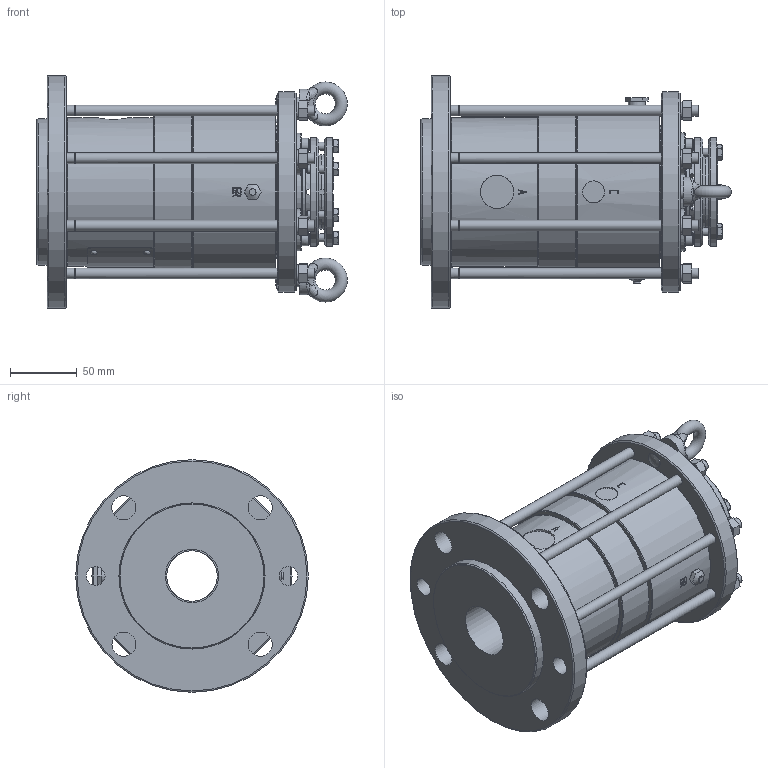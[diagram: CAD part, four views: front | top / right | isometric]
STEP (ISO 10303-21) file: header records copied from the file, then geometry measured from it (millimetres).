
FILE_DESCRIPTION(/* description */ ('Unknown'),/* implementation_level */ '2;1');
FILE_NAME(/* name */ '40mm',/* time_stamp */ '2023-04-13T12:40:33+01:00',/* author */ ('Unknown'),/* organization */ ('Unknown'),/* preprocessor_version */ 'ST-DEVELOPER v18.102',/* originating_system */ 'Solid Edge',/* authorisation */ 'Unknown');
FILE_SCHEMA (('AUTOMOTIVE_DESIGN {1 0 10303 214 3 1 1}'));
Length unit declared in the file: millimetre
Products named in the file (1): 40mm 2
Bounding box: 233.35 x 174.75 x 174.75 mm (x, y, z)
Volume: 2295356.7 mm3; surface area: 253010.8 mm2
Topology: 1 solids, 1 shells, 785 faces, 1947 edges, 1240 vertices
Faces by surface type: plane 321, cone 205, cylinder 174, torus 43, bspline 40, sphere 2
Full cylindrical faces by diameter (mm): 2.5 x4, 3.175 x2, 4.753 x6, 4.773 x6, 4.94 x1, 6 x12, 8 x32, 9.728 x1, 10 x6, 12 x2, 12.5 x1, 14 x2, 16.002 x1, 16.5 x1, 18 x4, 22 x2, 25 x2, 31.699 x4, 38 x3, 38.1 x1, 40 x1, 48.26 x1, 48.92 x1, 53.746 x1, 81.813 x2, 99.847 x1, 109.83 x1, 111.836 x1, 118.364 x1, 122.555 x1
Entity records: 29273 total; most frequent: CARTESIAN_POINT 7046, ORIENTED_EDGE 3284, DIRECTION 3277, EDGE_CURVE 1642, AXIS2_PLACEMENT_3D 1394, FACE_BOUND 1148, EDGE_LOOP 1144, VERTEX_POINT 1134
